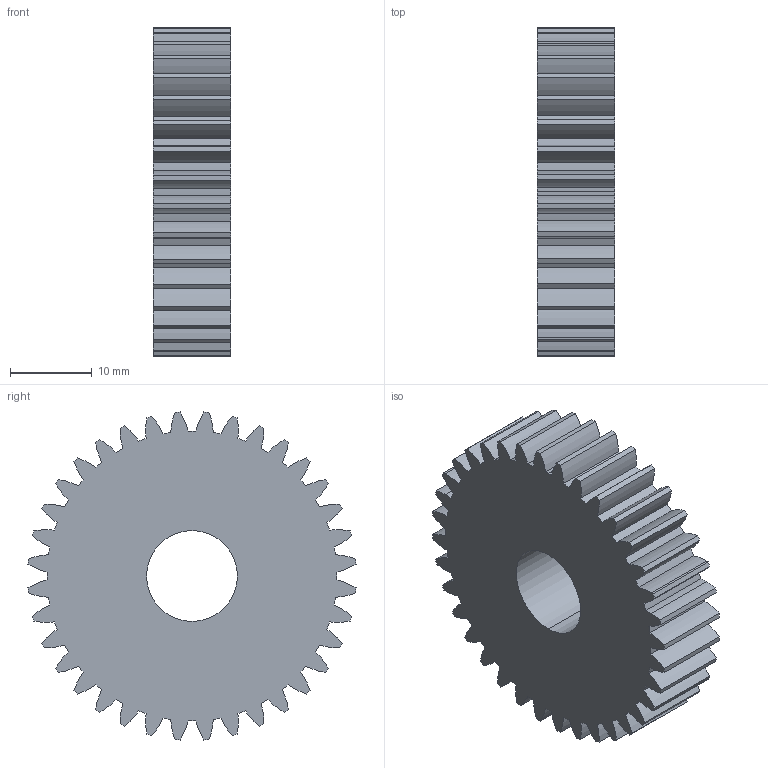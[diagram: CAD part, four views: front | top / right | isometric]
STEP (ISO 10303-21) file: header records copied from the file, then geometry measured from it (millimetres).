
FILE_DESCRIPTION (( 'STEP AP214' ), '1' );
FILE_NAME ('36T Idler Gear.STEP', '2024-09-19T22:40:37', ( '' ), ( '' ), 'SwSTEP 2.0', 'SolidWorks 2024', '' );
FILE_SCHEMA (( 'AUTOMOTIVE_DESIGN' ));
Length unit declared in the file: inch
Products named in the file (1): 36T Idler Gear
Bounding box: 9.53 x 40.11 x 40.11 mm (x, y, z)
Volume: 9725.1 mm3; surface area: 4661.4 mm2
Topology: 1 solids, 1 shells, 153 faces, 453 edges, 302 vertices
Faces by surface type: cylinder 151, plane 2
Entity records: 5340 total; most frequent: DIRECTION 1063, CARTESIAN_POINT 909, ORIENTED_EDGE 906, AXIS2_PLACEMENT_3D 456, EDGE_CURVE 453, CIRCLE 302, VERTEX_POINT 302, EDGE_LOOP 155
